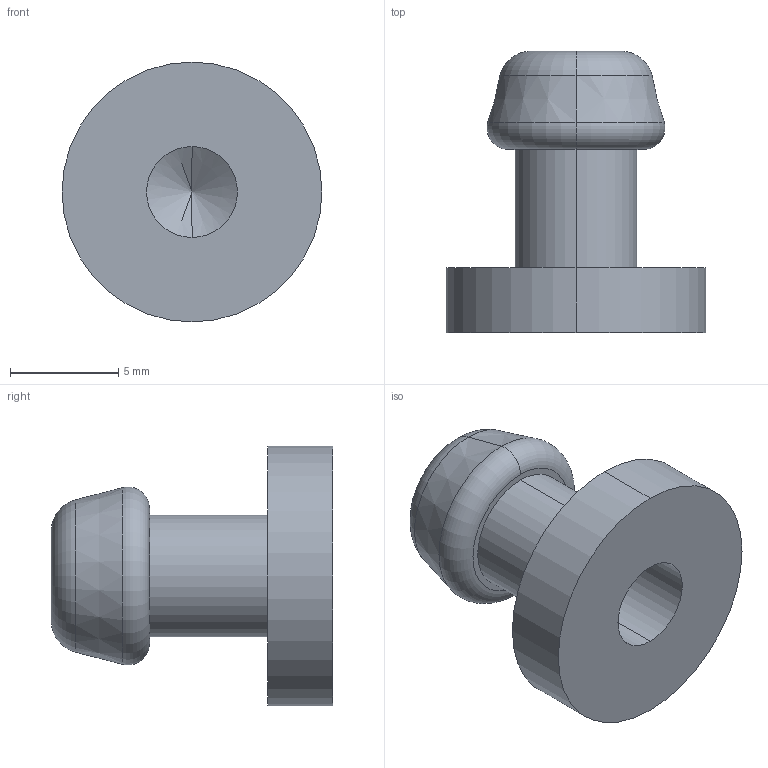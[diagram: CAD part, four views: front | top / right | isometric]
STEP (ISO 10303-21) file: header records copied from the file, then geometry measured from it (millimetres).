
FILE_DESCRIPTION (( 'STEP AP203' ), '1' );
FILE_NAME ('084.523.003.STEP', '2013-01-28T10:38:56', ( 'Alusic' ), ( 'Alusic' ), 'SwSTEP 2.0', 'SolidWorks 2011', '' );
FILE_SCHEMA (( 'CONFIG_CONTROL_DESIGN' ));
Length unit declared in the file: millimetre
Products named in the file (1): 084.523.003
Bounding box: 12 x 13 x 12 mm (x, y, z)
Volume: 524.1 mm3; surface area: 697.3 mm2
Topology: 1 solids, 1 shells, 18 faces, 36 edges, 21 vertices
Faces by surface type: cylinder 6, cone 4, torus 4, plane 4
Entity records: 539 total; most frequent: DIRECTION 96, CARTESIAN_POINT 74, ORIENTED_EDGE 68, AXIS2_PLACEMENT_3D 43, EDGE_CURVE 34, CIRCLE 24, VERTEX_POINT 21, EDGE_LOOP 21
